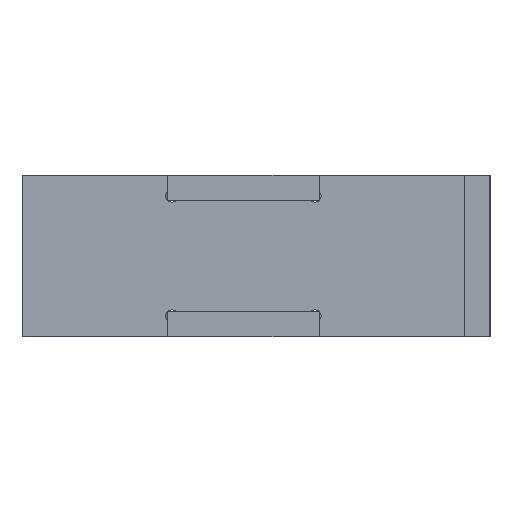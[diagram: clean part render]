
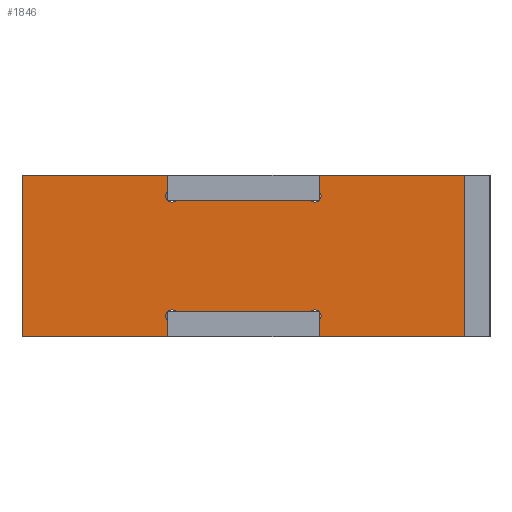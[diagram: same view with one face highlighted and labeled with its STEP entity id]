
A CAD part, left-side view. The second image highlights one B-rep face of the part: STEP entity #1846.
In plain terms, the highlighted planar face has unit normal (-1, 0, 0).
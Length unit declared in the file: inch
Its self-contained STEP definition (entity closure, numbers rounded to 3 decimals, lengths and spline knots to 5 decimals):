
#91=PLANE('',#2029);
#178=FACE_OUTER_BOUND('',#280,.T.);
#280=EDGE_LOOP('',(#1541,#1542,#1543,#1544,#1545,#1546,#1547,#1548,#1549,
#1550,#1551,#1552,#1553,#1554,#1555,#1556));
#441=LINE('',#2941,#653);
#442=LINE('',#2945,#654);
#443=LINE('',#2947,#655);
#444=LINE('',#2949,#656);
#445=LINE('',#2951,#657);
#446=LINE('',#2953,#658);
#447=LINE('',#2957,#659);
#448=LINE('',#2961,#660);
#449=LINE('',#2963,#661);
#450=LINE('',#2965,#662);
#451=LINE('',#2967,#663);
#452=LINE('',#2968,#664);
#653=VECTOR('',#2402,0.3937);
#654=VECTOR('',#2405,0.3937);
#655=VECTOR('',#2406,0.3937);
#656=VECTOR('',#2407,0.3937);
#657=VECTOR('',#2408,0.3937);
#658=VECTOR('',#2409,0.3937);
#659=VECTOR('',#2412,0.3937);
#660=VECTOR('',#2415,0.3937);
#661=VECTOR('',#2416,0.3937);
#662=VECTOR('',#2417,0.3937);
#663=VECTOR('',#2418,0.3937);
#664=VECTOR('',#2419,0.3937);
#778=CIRCLE('',#2028,0.125);
#779=CIRCLE('',#2030,0.125);
#780=CIRCLE('',#2031,0.125);
#781=CIRCLE('',#2032,0.125);
#899=VERTEX_POINT('',#2934);
#900=VERTEX_POINT('',#2936);
#901=VERTEX_POINT('',#2940);
#902=VERTEX_POINT('',#2942);
#903=VERTEX_POINT('',#2944);
#904=VERTEX_POINT('',#2946);
#905=VERTEX_POINT('',#2948);
#906=VERTEX_POINT('',#2950);
#907=VERTEX_POINT('',#2952);
#908=VERTEX_POINT('',#2954);
#909=VERTEX_POINT('',#2956);
#910=VERTEX_POINT('',#2958);
#911=VERTEX_POINT('',#2960);
#912=VERTEX_POINT('',#2962);
#913=VERTEX_POINT('',#2964);
#914=VERTEX_POINT('',#2966);
#1125=EDGE_CURVE('',#900,#899,#778,.T.);
#1127=EDGE_CURVE('',#901,#899,#441,.T.);
#1128=EDGE_CURVE('',#901,#902,#779,.T.);
#1129=EDGE_CURVE('',#903,#902,#442,.T.);
#1130=EDGE_CURVE('',#904,#903,#443,.T.);
#1131=EDGE_CURVE('',#905,#904,#444,.T.);
#1132=EDGE_CURVE('',#906,#905,#445,.T.);
#1133=EDGE_CURVE('',#907,#906,#446,.T.);
#1134=EDGE_CURVE('',#907,#908,#780,.T.);
#1135=EDGE_CURVE('',#909,#908,#447,.T.);
#1136=EDGE_CURVE('',#909,#910,#781,.T.);
#1137=EDGE_CURVE('',#911,#910,#448,.T.);
#1138=EDGE_CURVE('',#912,#911,#449,.T.);
#1139=EDGE_CURVE('',#913,#912,#450,.T.);
#1140=EDGE_CURVE('',#914,#913,#451,.T.);
#1141=EDGE_CURVE('',#900,#914,#452,.T.);
#1541=ORIENTED_EDGE('',*,*,#1125,.T.);
#1542=ORIENTED_EDGE('',*,*,#1127,.F.);
#1543=ORIENTED_EDGE('',*,*,#1128,.T.);
#1544=ORIENTED_EDGE('',*,*,#1129,.F.);
#1545=ORIENTED_EDGE('',*,*,#1130,.F.);
#1546=ORIENTED_EDGE('',*,*,#1131,.F.);
#1547=ORIENTED_EDGE('',*,*,#1132,.F.);
#1548=ORIENTED_EDGE('',*,*,#1133,.F.);
#1549=ORIENTED_EDGE('',*,*,#1134,.T.);
#1550=ORIENTED_EDGE('',*,*,#1135,.F.);
#1551=ORIENTED_EDGE('',*,*,#1136,.T.);
#1552=ORIENTED_EDGE('',*,*,#1137,.F.);
#1553=ORIENTED_EDGE('',*,*,#1138,.F.);
#1554=ORIENTED_EDGE('',*,*,#1139,.F.);
#1555=ORIENTED_EDGE('',*,*,#1140,.F.);
#1556=ORIENTED_EDGE('',*,*,#1141,.F.);
#1846=ADVANCED_FACE('',(#178),#91,.F.);
#2028=AXIS2_PLACEMENT_3D('',#2937,#2397,#2398);
#2029=AXIS2_PLACEMENT_3D('',#2939,#2400,#2401);
#2030=AXIS2_PLACEMENT_3D('',#2943,#2403,#2404);
#2031=AXIS2_PLACEMENT_3D('',#2955,#2410,#2411);
#2032=AXIS2_PLACEMENT_3D('',#2959,#2413,#2414);
#2397=DIRECTION('center_axis',(1.,0.,0.));
#2398=DIRECTION('ref_axis',(0.,1.,0.));
#2400=DIRECTION('center_axis',(1.,0.,0.));
#2401=DIRECTION('ref_axis',(0.,0.,-1.));
#2402=DIRECTION('',(0.,-1.,0.));
#2403=DIRECTION('center_axis',(1.,0.,0.));
#2404=DIRECTION('ref_axis',(0.,1.,0.));
#2405=DIRECTION('',(0.,0.,-1.));
#2406=DIRECTION('',(0.,-1.,0.));
#2407=DIRECTION('',(0.,0.,1.));
#2408=DIRECTION('',(0.,1.,0.));
#2409=DIRECTION('',(0.,0.,-1.));
#2410=DIRECTION('center_axis',(1.,0.,0.));
#2411=DIRECTION('ref_axis',(0.,1.,0.));
#2412=DIRECTION('',(0.,1.,0.));
#2413=DIRECTION('center_axis',(1.,0.,0.));
#2414=DIRECTION('ref_axis',(0.,1.,0.));
#2415=DIRECTION('',(0.,0.,1.));
#2416=DIRECTION('',(0.,1.,0.));
#2417=DIRECTION('',(0.,0.,-1.));
#2418=DIRECTION('',(0.,-1.,0.));
#2419=DIRECTION('',(0.,0.,1.));
#2934=CARTESIAN_POINT('',(14.7,-5.69822,0.));
#2936=CARTESIAN_POINT('',(14.7,-5.875,0.17678));
#2937=CARTESIAN_POINT('Origin',(14.7,-5.78661,0.08839));
#2939=CARTESIAN_POINT('Origin',(14.7,-4.375,-1.1));
#2940=CARTESIAN_POINT('',(14.7,-3.05178,0.));
#2941=CARTESIAN_POINT('',(14.7,-2.875,0.));
#2942=CARTESIAN_POINT('',(14.7,-2.875,0.17678));
#2943=CARTESIAN_POINT('Origin',(14.7,-2.96339,0.08839));
#2944=CARTESIAN_POINT('',(14.7,-2.875,0.5));
#2945=CARTESIAN_POINT('',(14.7,-2.875,0.5));
#2946=CARTESIAN_POINT('',(14.7,0.,0.5));
#2947=CARTESIAN_POINT('',(14.7,0.,0.5));
#2948=CARTESIAN_POINT('',(14.7,0.,-2.7));
#2949=CARTESIAN_POINT('',(14.7,0.,-2.7));
#2950=CARTESIAN_POINT('',(14.7,-2.875,-2.7));
#2951=CARTESIAN_POINT('',(14.7,-2.875,-2.7));
#2952=CARTESIAN_POINT('',(14.7,-2.875,-2.37678));
#2953=CARTESIAN_POINT('',(14.7,-2.875,-2.2));
#2954=CARTESIAN_POINT('',(14.7,-3.05178,-2.2));
#2955=CARTESIAN_POINT('Origin',(14.7,-2.96339,-2.28839));
#2956=CARTESIAN_POINT('',(14.7,-5.69822,-2.2));
#2957=CARTESIAN_POINT('',(14.7,-5.875,-2.2));
#2958=CARTESIAN_POINT('',(14.7,-5.875,-2.37678));
#2959=CARTESIAN_POINT('Origin',(14.7,-5.78661,-2.28839));
#2960=CARTESIAN_POINT('',(14.7,-5.875,-2.7));
#2961=CARTESIAN_POINT('',(14.7,-5.875,-2.7));
#2962=CARTESIAN_POINT('',(14.7,-8.75,-2.7));
#2963=CARTESIAN_POINT('',(14.7,-8.75,-2.7));
#2964=CARTESIAN_POINT('',(14.7,-8.75,0.5));
#2965=CARTESIAN_POINT('',(14.7,-8.75,0.5));
#2966=CARTESIAN_POINT('',(14.7,-5.875,0.5));
#2967=CARTESIAN_POINT('',(14.7,-5.875,0.5));
#2968=CARTESIAN_POINT('',(14.7,-5.875,0.));
